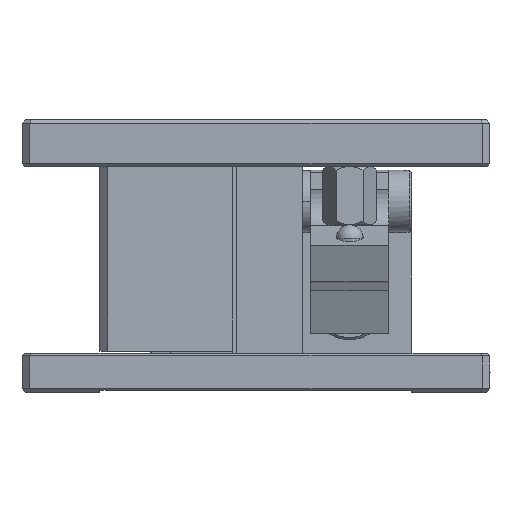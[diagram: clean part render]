
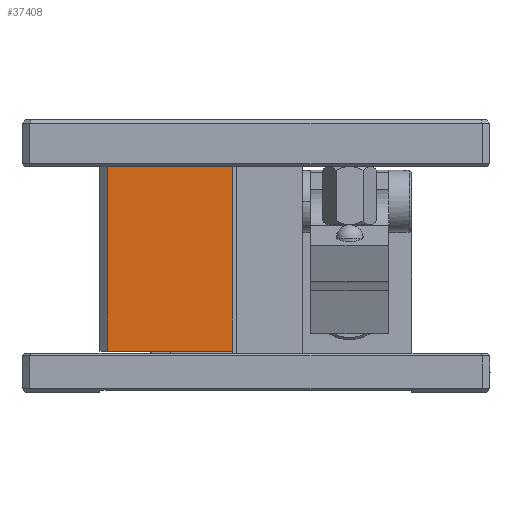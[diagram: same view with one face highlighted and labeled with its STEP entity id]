
A CAD part, left-side view. The second image highlights one B-rep face of the part: STEP entity #37408.
In plain terms, the highlighted planar face has unit normal (-1, 0, 0).
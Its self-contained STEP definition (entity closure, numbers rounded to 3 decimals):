
#690 = CARTESIAN_POINT ( 'NONE',  ( -60., -27., 5.3 ) ) ;
#755 = VECTOR ( 'NONE', #23513, 1000. ) ;
#1311 = DIRECTION ( 'NONE',  ( 1., 0., 0. ) ) ;
#1324 = ORIENTED_EDGE ( 'NONE', *, *, #13164, .T. ) ;
#1900 = CARTESIAN_POINT ( 'NONE',  ( -60., -11., 5.3 ) ) ;
#2551 = CARTESIAN_POINT ( 'NONE',  ( -60., -19., 5.3 ) ) ;
#3505 = AXIS2_PLACEMENT_3D ( 'NONE', #27393, #1311, #31772 ) ;
#6835 = ORIENTED_EDGE ( 'NONE', *, *, #13327, .T. ) ;
#13164 = EDGE_CURVE ( 'NONE', #51350, #31037, #53330, .T. ) ;
#13327 = EDGE_CURVE ( 'NONE', #43490, #27482, #49861, .T. ) ;
#15455 = DIRECTION ( 'NONE',  ( 0., 1., 0. ) ) ;
#17309 = CARTESIAN_POINT ( 'NONE',  ( -60., -27., 17.15 ) ) ;
#17372 = LINE ( 'NONE', #2551, #42712 ) ;
#19690 = CARTESIAN_POINT ( 'NONE',  ( -60., -11., 29. ) ) ;
#21163 = FACE_OUTER_BOUND ( 'NONE', #37098, .T. ) ;
#23513 = DIRECTION ( 'NONE',  ( 0., 1., 0. ) ) ;
#23688 = CARTESIAN_POINT ( 'NONE',  ( -60., -19., 29. ) ) ;
#24062 = ORIENTED_EDGE ( 'NONE', *, *, #33918, .F. ) ;
#26729 = CARTESIAN_POINT ( 'NONE',  ( -60., -27., 29. ) ) ;
#27393 = CARTESIAN_POINT ( 'NONE',  ( -60., -27., 5.3 ) ) ;
#27482 = VERTEX_POINT ( 'NONE', #1900 ) ;
#31037 = VERTEX_POINT ( 'NONE', #26729 ) ;
#31418 = PLANE ( 'NONE',  #3505 ) ;
#31772 = DIRECTION ( 'NONE',  ( 0., 1., 0. ) ) ;
#33918 = EDGE_CURVE ( 'NONE', #51350, #27482, #17372, .T. ) ;
#37098 = EDGE_LOOP ( 'NONE', ( #24062, #1324, #42254, #6835 ) ) ;
#37408 = ADVANCED_FACE ( 'NONE', ( #21163 ), #31418, .F. ) ;
#39783 = EDGE_CURVE ( 'NONE', #31037, #43490, #47841, .T. ) ;
#42254 = ORIENTED_EDGE ( 'NONE', *, *, #39783, .T. ) ;
#42712 = VECTOR ( 'NONE', #15455, 1000. ) ;
#43069 = VECTOR ( 'NONE', #43102, 1000. ) ;
#43102 = DIRECTION ( 'NONE',  ( 0., 0., 1. ) ) ;
#43490 = VERTEX_POINT ( 'NONE', #19690 ) ;
#46466 = VECTOR ( 'NONE', #49556, 1000. ) ;
#47841 = LINE ( 'NONE', #23688, #755 ) ;
#49358 = CARTESIAN_POINT ( 'NONE',  ( -60., -11., 17.15 ) ) ;
#49556 = DIRECTION ( 'NONE',  ( 0., 0., -1. ) ) ;
#49861 = LINE ( 'NONE', #49358, #46466 ) ;
#51350 = VERTEX_POINT ( 'NONE', #690 ) ;
#53330 = LINE ( 'NONE', #17309, #43069 ) ;
